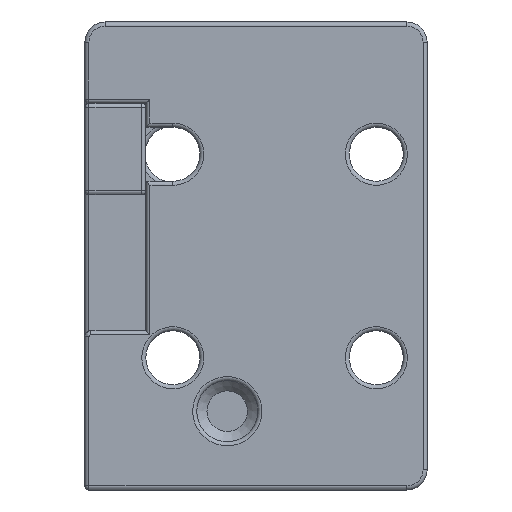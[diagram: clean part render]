
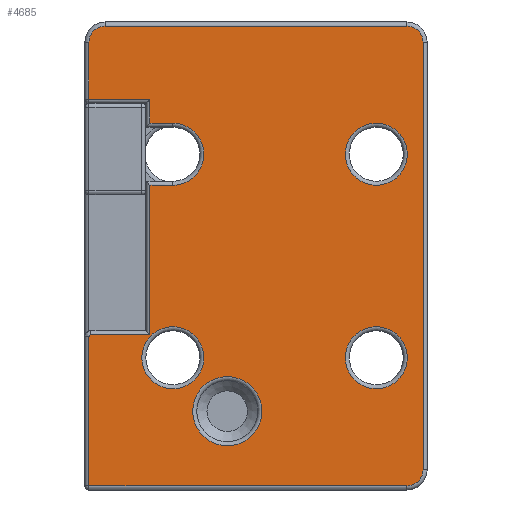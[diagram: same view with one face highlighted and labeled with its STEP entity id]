
A CAD part, front view. The second image highlights one B-rep face of the part: STEP entity #4685.
In plain terms, the highlighted planar face has unit normal (0, -1, 0).
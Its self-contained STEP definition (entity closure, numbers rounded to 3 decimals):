
#90=FACE_BOUND('',#654,.T.);
#91=FACE_BOUND('',#655,.T.);
#92=FACE_BOUND('',#656,.T.);
#93=FACE_BOUND('',#657,.T.);
#127=PLANE('',#5050);
#337=FACE_OUTER_BOUND('',#653,.T.);
#653=EDGE_LOOP('',(#3183,#3184,#3185,#3186,#3187,#3188,#3189,#3190,#3191,
#3192,#3193,#3194,#3195,#3196,#3197,#3198));
#654=EDGE_LOOP('',(#3199));
#655=EDGE_LOOP('',(#3200));
#656=EDGE_LOOP('',(#3201));
#657=EDGE_LOOP('',(#3202));
#967=LINE('',#7262,#1277);
#970=LINE('',#7284,#1280);
#972=LINE('',#7290,#1282);
#973=LINE('',#7294,#1283);
#976=LINE('',#7308,#1286);
#977=LINE('',#7312,#1287);
#979=LINE('',#7318,#1289);
#982=LINE('',#7329,#1292);
#984=LINE('',#7341,#1294);
#986=LINE('',#7353,#1296);
#988=LINE('',#7364,#1298);
#1277=VECTOR('',#5644,10.);
#1280=VECTOR('',#5657,10.);
#1282=VECTOR('',#5663,10.);
#1283=VECTOR('',#5668,10.);
#1286=VECTOR('',#5683,10.);
#1287=VECTOR('',#5688,10.);
#1289=VECTOR('',#5694,10.);
#1292=VECTOR('',#5705,10.);
#1294=VECTOR('',#5719,10.);
#1296=VECTOR('',#5733,10.);
#1298=VECTOR('',#5747,10.);
#1591=CIRCLE('',#4990,0.2);
#1595=CIRCLE('',#5000,3.05);
#1601=CIRCLE('',#5013,1.6);
#1605=CIRCLE('',#5019,1.6);
#1609=CIRCLE('',#5025,1.6);
#1622=CIRCLE('',#5051,3.05);
#1623=CIRCLE('',#5052,3.05);
#1624=CIRCLE('',#5053,3.4);
#1625=CIRCLE('',#5054,3.05);
#1917=VERTEX_POINT('',#7259);
#1918=VERTEX_POINT('',#7261);
#1920=VERTEX_POINT('',#7275);
#1923=VERTEX_POINT('',#7283);
#1925=VERTEX_POINT('',#7289);
#1926=VERTEX_POINT('',#7293);
#1928=VERTEX_POINT('',#7299);
#1931=VERTEX_POINT('',#7307);
#1932=VERTEX_POINT('',#7311);
#1934=VERTEX_POINT('',#7317);
#1936=VERTEX_POINT('',#7323);
#1939=VERTEX_POINT('',#7331);
#1941=VERTEX_POINT('',#7337);
#1943=VERTEX_POINT('',#7343);
#1945=VERTEX_POINT('',#7349);
#1947=VERTEX_POINT('',#7355);
#1973=VERTEX_POINT('',#7434);
#1974=VERTEX_POINT('',#7436);
#1975=VERTEX_POINT('',#7438);
#1976=VERTEX_POINT('',#7440);
#2339=EDGE_CURVE('',#1917,#1918,#967,.T.);
#2344=EDGE_CURVE('',#1918,#1920,#1591,.T.);
#2346=EDGE_CURVE('',#1920,#1923,#970,.T.);
#2349=EDGE_CURVE('',#1923,#1925,#972,.T.);
#2351=EDGE_CURVE('',#1925,#1926,#973,.T.);
#2356=EDGE_CURVE('',#1926,#1928,#1595,.T.);
#2358=EDGE_CURVE('',#1928,#1931,#976,.T.);
#2360=EDGE_CURVE('',#1931,#1932,#977,.T.);
#2363=EDGE_CURVE('',#1932,#1934,#979,.T.);
#2369=EDGE_CURVE('',#1934,#1936,#982,.T.);
#2372=EDGE_CURVE('',#1936,#1939,#1601,.T.);
#2375=EDGE_CURVE('',#1939,#1941,#984,.T.);
#2378=EDGE_CURVE('',#1941,#1943,#1605,.T.);
#2381=EDGE_CURVE('',#1943,#1945,#986,.T.);
#2384=EDGE_CURVE('',#1945,#1947,#1609,.T.);
#2387=EDGE_CURVE('',#1947,#1917,#988,.T.);
#2422=EDGE_CURVE('',#1973,#1973,#1622,.T.);
#2423=EDGE_CURVE('',#1974,#1974,#1623,.T.);
#2424=EDGE_CURVE('',#1975,#1975,#1624,.T.);
#2425=EDGE_CURVE('',#1976,#1976,#1625,.T.);
#3183=ORIENTED_EDGE('',*,*,#2339,.F.);
#3184=ORIENTED_EDGE('',*,*,#2387,.F.);
#3185=ORIENTED_EDGE('',*,*,#2384,.F.);
#3186=ORIENTED_EDGE('',*,*,#2381,.F.);
#3187=ORIENTED_EDGE('',*,*,#2378,.F.);
#3188=ORIENTED_EDGE('',*,*,#2375,.F.);
#3189=ORIENTED_EDGE('',*,*,#2372,.F.);
#3190=ORIENTED_EDGE('',*,*,#2369,.F.);
#3191=ORIENTED_EDGE('',*,*,#2363,.F.);
#3192=ORIENTED_EDGE('',*,*,#2360,.F.);
#3193=ORIENTED_EDGE('',*,*,#2358,.F.);
#3194=ORIENTED_EDGE('',*,*,#2356,.F.);
#3195=ORIENTED_EDGE('',*,*,#2351,.F.);
#3196=ORIENTED_EDGE('',*,*,#2349,.F.);
#3197=ORIENTED_EDGE('',*,*,#2346,.F.);
#3198=ORIENTED_EDGE('',*,*,#2344,.F.);
#3199=ORIENTED_EDGE('',*,*,#2422,.F.);
#3200=ORIENTED_EDGE('',*,*,#2423,.F.);
#3201=ORIENTED_EDGE('',*,*,#2424,.F.);
#3202=ORIENTED_EDGE('',*,*,#2425,.F.);
#4685=ADVANCED_FACE('',(#337,#90,#91,#92,#93),#127,.F.);
#4990=AXIS2_PLACEMENT_3D('',#7279,#5652,#5653);
#5000=AXIS2_PLACEMENT_3D('',#7303,#5678,#5679);
#5013=AXIS2_PLACEMENT_3D('',#7335,#5712,#5713);
#5019=AXIS2_PLACEMENT_3D('',#7347,#5726,#5727);
#5025=AXIS2_PLACEMENT_3D('',#7359,#5740,#5741);
#5050=AXIS2_PLACEMENT_3D('',#7433,#5815,#5816);
#5051=AXIS2_PLACEMENT_3D('',#7435,#5817,#5818);
#5052=AXIS2_PLACEMENT_3D('',#7437,#5819,#5820);
#5053=AXIS2_PLACEMENT_3D('',#7439,#5821,#5822);
#5054=AXIS2_PLACEMENT_3D('',#7441,#5823,#5824);
#5644=DIRECTION('',(0.,0.,1.));
#5652=DIRECTION('center_axis',(0.,1.,0.));
#5653=DIRECTION('ref_axis',(-0.707,0.,0.707));
#5657=DIRECTION('',(1.,0.,0.));
#5663=DIRECTION('',(0.,0.,1.));
#5668=DIRECTION('',(1.,0.,0.));
#5678=DIRECTION('center_axis',(0.,-1.,0.));
#5679=DIRECTION('ref_axis',(1.,0.,0.));
#5683=DIRECTION('',(-1.,0.,0.));
#5688=DIRECTION('',(0.,0.,1.));
#5694=DIRECTION('',(-1.,0.,0.));
#5705=DIRECTION('',(0.,0.,1.));
#5712=DIRECTION('center_axis',(0.,1.,0.));
#5713=DIRECTION('ref_axis',(-0.707,0.,0.707));
#5719=DIRECTION('',(1.,0.,0.));
#5726=DIRECTION('center_axis',(0.,1.,0.));
#5727=DIRECTION('ref_axis',(0.707,0.,0.707));
#5733=DIRECTION('',(0.,0.,-1.));
#5740=DIRECTION('center_axis',(0.,1.,0.));
#5741=DIRECTION('ref_axis',(0.707,0.,-0.707));
#5747=DIRECTION('',(-1.,0.,0.));
#5815=DIRECTION('center_axis',(0.,1.,0.));
#5816=DIRECTION('ref_axis',(1.,0.,0.));
#5817=DIRECTION('center_axis',(0.,-1.,0.));
#5818=DIRECTION('ref_axis',(1.,0.,0.));
#5819=DIRECTION('center_axis',(0.,-1.,0.));
#5820=DIRECTION('ref_axis',(1.,0.,0.));
#5821=DIRECTION('center_axis',(0.,-1.,0.));
#5822=DIRECTION('ref_axis',(1.,0.,0.));
#5823=DIRECTION('center_axis',(0.,-1.,0.));
#5824=DIRECTION('ref_axis',(1.,0.,0.));
#7259=CARTESIAN_POINT('',(-18.25,0.,-22.6));
#7261=CARTESIAN_POINT('',(-18.25,0.,-7.95));
#7262=CARTESIAN_POINT('',(-18.25,0.,-11.5));
#7275=CARTESIAN_POINT('',(-18.05,0.,-7.75));
#7279=CARTESIAN_POINT('Origin',(-18.05,0.,-7.95));
#7283=CARTESIAN_POINT('',(-12.25,0.,-7.75));
#7284=CARTESIAN_POINT('',(-10.238,0.,-7.75));
#7289=CARTESIAN_POINT('',(-12.25,0.,6.95));
#7290=CARTESIAN_POINT('',(-12.25,0.,-3.675));
#7293=CARTESIAN_POINT('',(-10.,0.,6.95));
#7294=CARTESIAN_POINT('',(-7.238,0.,6.95));
#7299=CARTESIAN_POINT('',(-10.,0.,13.05));
#7303=CARTESIAN_POINT('Origin',(-10.,0.,10.));
#7307=CARTESIAN_POINT('',(-12.25,0.,13.05));
#7308=CARTESIAN_POINT('',(-5.913,0.,13.05));
#7311=CARTESIAN_POINT('',(-12.25,0.,15.4));
#7312=CARTESIAN_POINT('',(-12.25,0.,6.325));
#7317=CARTESIAN_POINT('',(-18.25,0.,15.4));
#7318=CARTESIAN_POINT('',(-7.238,0.,15.4));
#7323=CARTESIAN_POINT('',(-18.25,0.,21.));
#7329=CARTESIAN_POINT('',(-18.25,0.,7.5));
#7331=CARTESIAN_POINT('',(-16.65,0.,22.6));
#7335=CARTESIAN_POINT('Origin',(-16.65,0.,21.));
#7337=CARTESIAN_POINT('',(13.,0.,22.6));
#7341=CARTESIAN_POINT('',(-10.238,0.,22.6));
#7343=CARTESIAN_POINT('',(14.6,0.,21.));
#7347=CARTESIAN_POINT('Origin',(13.,0.,21.));
#7349=CARTESIAN_POINT('',(14.6,0.,-21.));
#7353=CARTESIAN_POINT('',(14.6,0.,11.5));
#7355=CARTESIAN_POINT('',(13.,0.,-22.6));
#7359=CARTESIAN_POINT('Origin',(13.,0.,-21.));
#7364=CARTESIAN_POINT('',(6.587,0.,-22.6));
#7433=CARTESIAN_POINT('Origin',(-1.825,0.,0.));
#7434=CARTESIAN_POINT('',(-10.,0.,-6.95));
#7435=CARTESIAN_POINT('Origin',(-10.,0.,-10.));
#7436=CARTESIAN_POINT('',(10.,0.,-6.95));
#7437=CARTESIAN_POINT('Origin',(10.,0.,-10.));
#7438=CARTESIAN_POINT('',(-4.649,0.,-18.656));
#7439=CARTESIAN_POINT('Origin',(-4.649,0.,-15.256));
#7440=CARTESIAN_POINT('',(10.,0.,13.05));
#7441=CARTESIAN_POINT('Origin',(10.,0.,10.));
